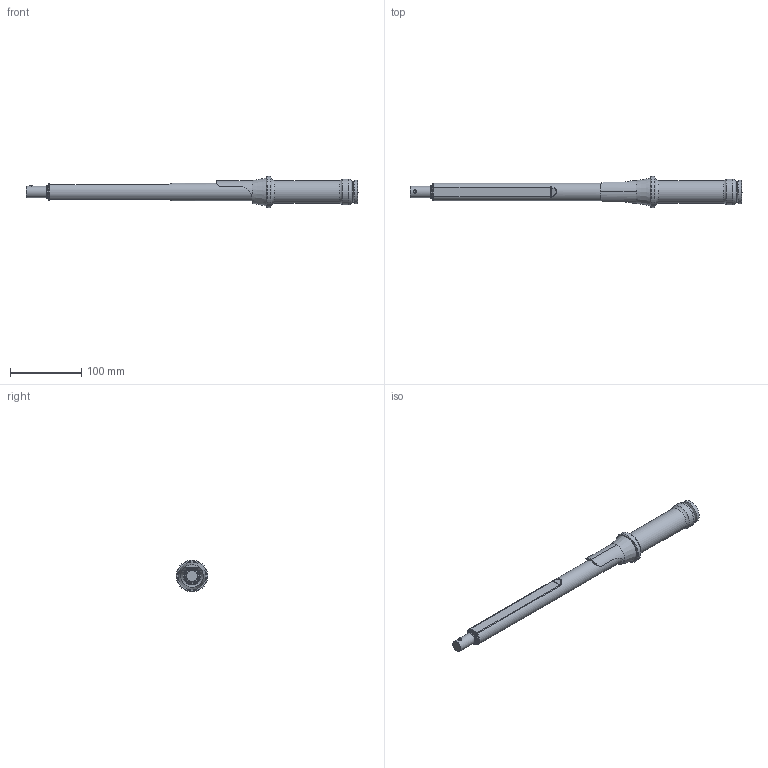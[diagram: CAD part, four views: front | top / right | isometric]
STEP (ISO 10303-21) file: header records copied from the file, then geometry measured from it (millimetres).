
FILE_DESCRIPTION(/* description */ ('Alibre Inc.'),/* implementation_level */ '2;1');
FILE_NAME(/* name */ 'export-B33B502D-50D5-4288-BB3D-B1A91E2BA04F',/* time_stamp */ '2023-12-04T16:51:49+01:00',/* author */ (''),/* organization */ (''),/* preprocessor_version */ 'ST-DEVELOPER v17',/* originating_system */ 'Alibre',/* authorisation */ '');
FILE_SCHEMA (('AUTOMOTIVE_DESIGN'));
Length unit declared in the file: millimetre
Products named in the file (3): 0024002
Bounding box: 467.5 x 44.3 x 44.3 mm (x, y, z)
Volume: 289264.4 mm3; surface area: 49376.9 mm2
Topology: 2 solids, 2 shells, 57 faces, 130 edges, 80 vertices
Faces by surface type: cylinder 19, plane 18, torus 12, cone 4, bspline 4
Full cylindrical faces by diameter (mm): 5 x1, 16 x2, 19 x1, 22.6 x1, 24 x1, 25 x1, 32 x1, 33 x1, 36 x1, 44.3 x1
Entity records: 1743 total; most frequent: CARTESIAN_POINT 383, ORIENTED_EDGE 258, DIRECTION 251, EDGE_CURVE 129, AXIS2_PLACEMENT_3D 121, VERTEX_POINT 80, EDGE_LOOP 61, FACE_BOUND 61
